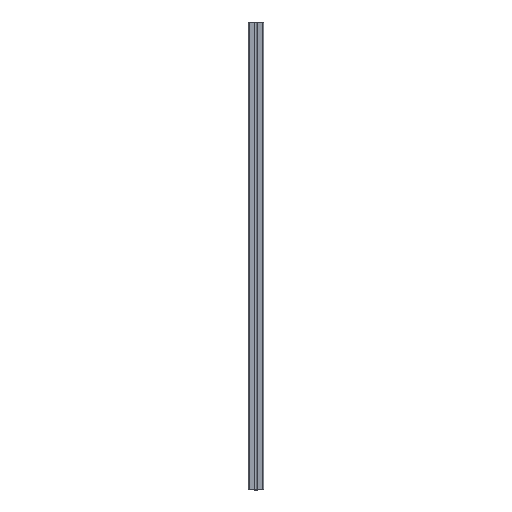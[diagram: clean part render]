
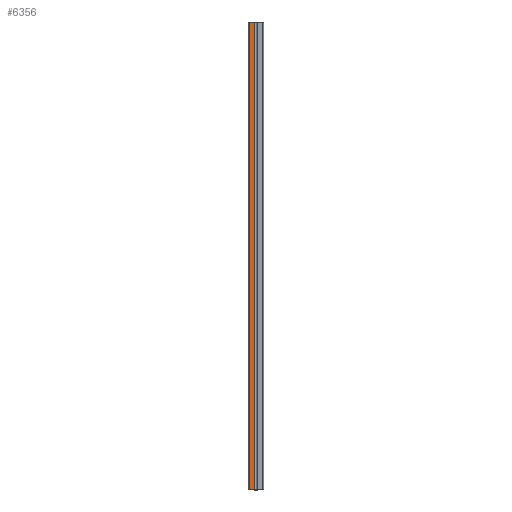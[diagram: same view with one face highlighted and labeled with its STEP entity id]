
A CAD part, left-side view. The second image highlights one B-rep face of the part: STEP entity #6356.
In plain terms, the highlighted planar face has unit normal (-1, 0, 0).
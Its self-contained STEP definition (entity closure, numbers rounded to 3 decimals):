
#473 = CARTESIAN_POINT ( 'NONE',  ( -20.5, 18., -1300. ) ) ;
#3463 = EDGE_LOOP ( 'NONE', ( #42837, #15979, #43951, #44628 ) ) ;
#6356 = ADVANCED_FACE ( 'NONE', ( #56398 ), #7448, .F. ) ;
#6872 = CARTESIAN_POINT ( 'NONE',  ( -20.5, 0., 0. ) ) ;
#7448 = PLANE ( 'NONE',  #32553 ) ;
#9225 = DIRECTION ( 'NONE',  ( 0., 0., 1. ) ) ;
#11205 = VECTOR ( 'NONE', #33963, 1000. ) ;
#11909 = VERTEX_POINT ( 'NONE', #27607 ) ;
#11929 = DIRECTION ( 'NONE',  ( 1., 0., 0. ) ) ;
#13972 = EDGE_CURVE ( 'NONE', #17758, #46199, #24332, .T. ) ;
#15979 = ORIENTED_EDGE ( 'NONE', *, *, #25205, .F. ) ;
#16520 = LINE ( 'NONE', #31285, #35247 ) ;
#17758 = VERTEX_POINT ( 'NONE', #26650 ) ;
#18242 = VECTOR ( 'NONE', #30725, 1000. ) ;
#20174 = EDGE_CURVE ( 'NONE', #11909, #17758, #38160, .T. ) ;
#21362 = CARTESIAN_POINT ( 'NONE',  ( -20.5, 0., -650. ) ) ;
#24332 = LINE ( 'NONE', #6872, #11205 ) ;
#24960 = VECTOR ( 'NONE', #54944, 1000. ) ;
#25205 = EDGE_CURVE ( 'NONE', #25764, #46199, #16520, .T. ) ;
#25764 = VERTEX_POINT ( 'NONE', #473 ) ;
#26273 = CARTESIAN_POINT ( 'NONE',  ( -20.5, 0., -1300. ) ) ;
#26650 = CARTESIAN_POINT ( 'NONE',  ( -20.5, 3., 0. ) ) ;
#26878 = CARTESIAN_POINT ( 'NONE',  ( -20.5, 18., 0. ) ) ;
#27607 = CARTESIAN_POINT ( 'NONE',  ( -20.5, 3., -1300. ) ) ;
#28025 = EDGE_CURVE ( 'NONE', #11909, #25764, #29997, .T. ) ;
#29997 = LINE ( 'NONE', #26273, #18242 ) ;
#30725 = DIRECTION ( 'NONE',  ( 0., 1., 0. ) ) ;
#31285 = CARTESIAN_POINT ( 'NONE',  ( -20.5, 18., -650. ) ) ;
#32553 = AXIS2_PLACEMENT_3D ( 'NONE', #21362, #11929, #38438 ) ;
#33111 = CARTESIAN_POINT ( 'NONE',  ( -20.5, 3., -650. ) ) ;
#33963 = DIRECTION ( 'NONE',  ( 0., 1., 0. ) ) ;
#35247 = VECTOR ( 'NONE', #9225, 1000. ) ;
#38160 = LINE ( 'NONE', #33111, #24960 ) ;
#38438 = DIRECTION ( 'NONE',  ( 0., 0., -1. ) ) ;
#42837 = ORIENTED_EDGE ( 'NONE', *, *, #13972, .T. ) ;
#43951 = ORIENTED_EDGE ( 'NONE', *, *, #28025, .F. ) ;
#44628 = ORIENTED_EDGE ( 'NONE', *, *, #20174, .T. ) ;
#46199 = VERTEX_POINT ( 'NONE', #26878 ) ;
#54944 = DIRECTION ( 'NONE',  ( 0., 0., 1. ) ) ;
#56398 = FACE_OUTER_BOUND ( 'NONE', #3463, .T. ) ;
